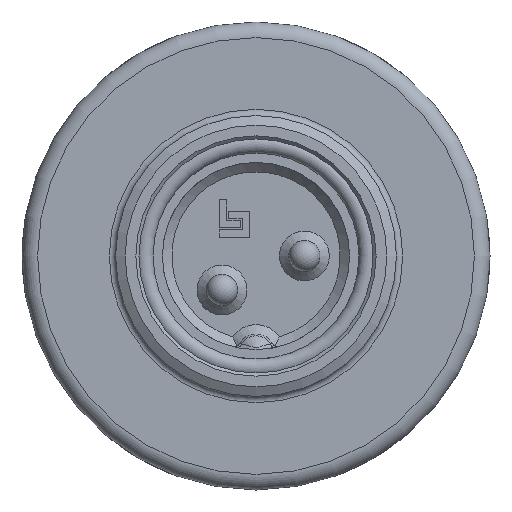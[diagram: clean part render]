
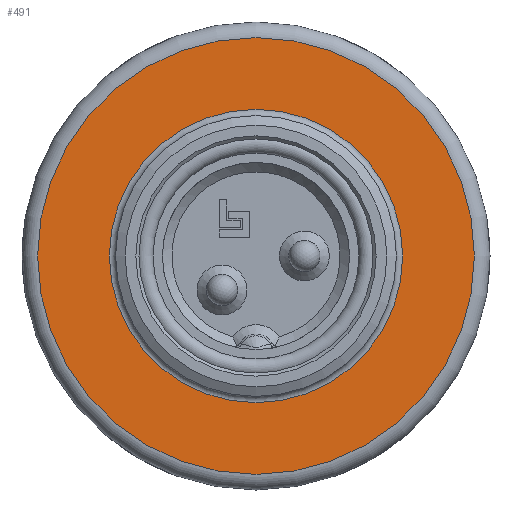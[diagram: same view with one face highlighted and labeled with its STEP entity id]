
A CAD part, left-side view. The second image highlights one B-rep face of the part: STEP entity #491.
In plain terms, the highlighted planar face has unit normal (-1, 0, 0).
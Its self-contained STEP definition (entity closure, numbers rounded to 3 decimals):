
#491=ADVANCED_FACE('',(#655,#656),#610,.T.);
#610=PLANE('',#1897);
#655=FACE_BOUND('',#734,.T.);
#656=FACE_BOUND('',#735,.T.);
#734=EDGE_LOOP('',(#896));
#735=EDGE_LOOP('',(#897));
#896=ORIENTED_EDGE('',*,*,#1547,.T.);
#897=ORIENTED_EDGE('',*,*,#1548,.T.);
#1382=VERTEX_POINT('',#2644);
#1383=VERTEX_POINT('',#2646);
#1547=EDGE_CURVE('',#1382,#1382,#1790,.T.);
#1548=EDGE_CURVE('',#1383,#1383,#1791,.T.);
#1790=CIRCLE('',#1895,4.7);
#1791=CIRCLE('',#1896,7.);
#1895=AXIS2_PLACEMENT_3D('',#2643,#2120,#2121);
#1896=AXIS2_PLACEMENT_3D('',#2645,#2122,#2123);
#1897=AXIS2_PLACEMENT_3D('',#2647,#2124,#2125);
#2120=DIRECTION('',(1.,0.,0.));
#2121=DIRECTION('',(0.,0.,1.));
#2122=DIRECTION('',(-1.,0.,0.));
#2123=DIRECTION('',(0.,0.,1.));
#2124=DIRECTION('',(-1.,0.,0.));
#2125=DIRECTION('',(0.,0.,1.));
#2643=CARTESIAN_POINT('',(7.9,0.,0.));
#2644=CARTESIAN_POINT('',(7.9,0.,4.7));
#2645=CARTESIAN_POINT('',(7.9,0.,0.));
#2646=CARTESIAN_POINT('',(7.9,0.,7.));
#2647=CARTESIAN_POINT('',(7.9,0.,0.));
